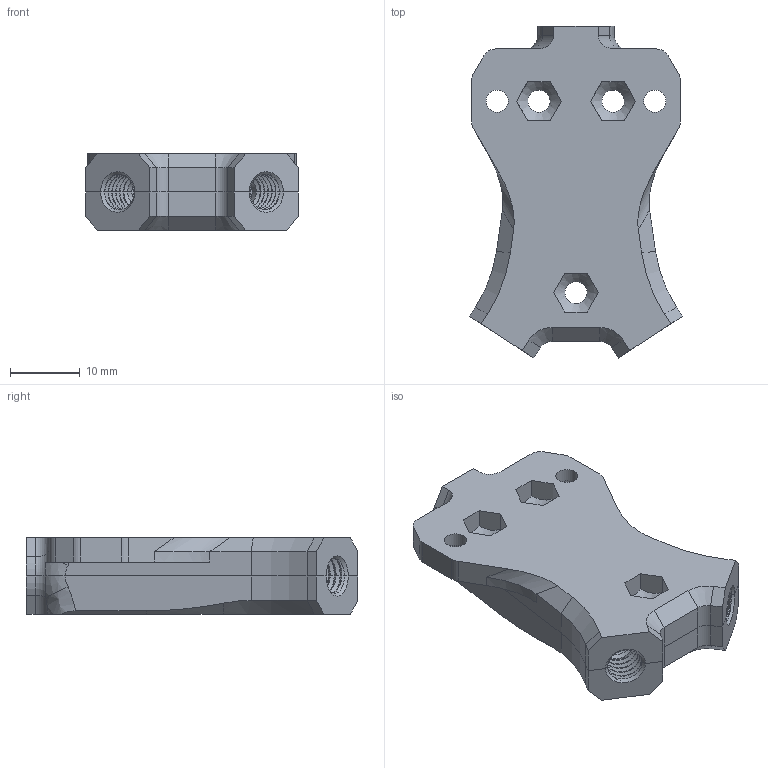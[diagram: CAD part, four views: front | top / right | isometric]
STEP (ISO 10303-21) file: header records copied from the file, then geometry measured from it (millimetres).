
FILE_DESCRIPTION(/* description */ (''),/* implementation_level */ '2;1');
FILE_NAME(/* name */ 'Splitter.step',/* time_stamp */ '2024-03-12T19:54:40+10:00',/* author */ (''),/* organization */ (''),/* preprocessor_version */ 'ST-DEVELOPER v20',/* originating_system */ 'Autodesk Translation Framework v12.20.1.177',/* authorisation */ '');
FILE_SCHEMA (('AUTOMOTIVE_DESIGN { 1 0 10303 214 3 1 1 }'));
Length unit declared in the file: millimetre
Products named in the file (1): Splitter
Bounding box: 30.58 x 47.69 x 11 mm (x, y, z)
Volume: 9310.1 mm3; surface area: 6634.3 mm2
Topology: 2 solids, 2 shells, 354 faces, 1021 edges, 671 vertices
Faces by surface type: cylinder 130, bspline 99, plane 97, cone 20, torus 8
Full cylindrical faces by diameter (mm): 3.2 x10
Entity records: 18528 total; most frequent: CARTESIAN_POINT 10063, ORIENTED_EDGE 2042, DIRECTION 1323, EDGE_CURVE 1021, VERTEX_POINT 671, LINE 459, VECTOR 459, AXIS2_PLACEMENT_3D 432
